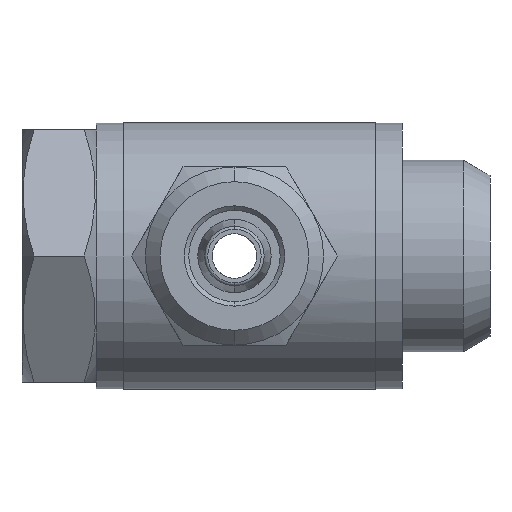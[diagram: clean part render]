
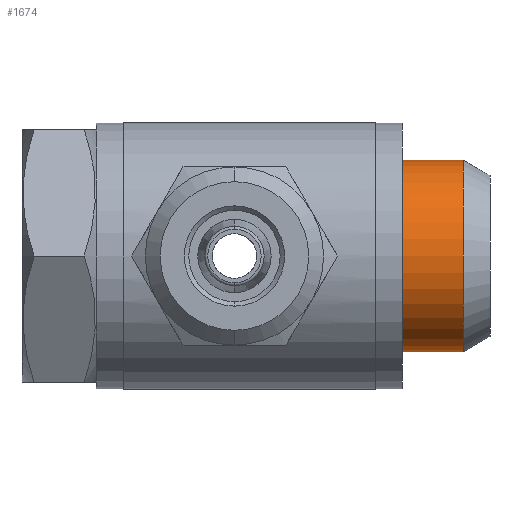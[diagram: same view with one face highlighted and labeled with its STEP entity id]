
A CAD part, left-side view. The second image highlights one B-rep face of the part: STEP entity #1674.
In plain terms, the highlighted cylindrical face has radius 6.45 mm (diameter 12.9 mm), a partial arc.
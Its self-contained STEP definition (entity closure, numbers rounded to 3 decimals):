
#322 = VECTOR ( 'NONE', #1912, 1000. ) ;
#330 = VECTOR ( 'NONE', #1904, 1000. ) ;
#524 = AXIS2_PLACEMENT_3D ( 'NONE', #2827, #2828, #2829 ) ;
#525 = CIRCLE ( 'NONE', #524, 6.45 ) ;
#543 = AXIS2_PLACEMENT_3D ( 'NONE', #2753, #2754, #2755 ) ;
#561 = CIRCLE ( 'NONE', #543, 6.45 ) ;
#671 = AXIS2_PLACEMENT_3D ( 'NONE', #3580, #3581, #3582 ) ;
#855 = CARTESIAN_POINT ( 'NONE',  ( 0., 1.8, 6.45 ) ) ;
#856 = CARTESIAN_POINT ( 'NONE',  ( 0., 1.8, -6.45 ) ) ;
#857 = CARTESIAN_POINT ( 'NONE',  ( 0., 5.9, -6.45 ) ) ;
#858 = CARTESIAN_POINT ( 'NONE',  ( 0., 5.9, 6.45 ) ) ;
#1433 = ORIENTED_EDGE ( 'NONE', *, *, #1769, .F. ) ;
#1435 = ORIENTED_EDGE ( 'NONE', *, *, #2337, .F. ) ;
#1436 = ORIENTED_EDGE ( 'NONE', *, *, #2334, .T. ) ;
#1439 = ORIENTED_EDGE ( 'NONE', *, *, #1758, .T. ) ;
#1674 = ADVANCED_FACE ( 'NONE', ( #4181 ), #4180, .T. ) ;
#1758 = EDGE_CURVE ( 'NONE', #3774, #3773, #561, .T. ) ;
#1769 = EDGE_CURVE ( 'NONE', #3775, #3776, #525, .T. ) ;
#1903 = CARTESIAN_POINT ( 'NONE',  ( 0., 36.035, 6.45 ) ) ;
#1904 = DIRECTION ( 'NONE',  ( 0., 1., 0. ) ) ;
#1911 = CARTESIAN_POINT ( 'NONE',  ( 0., 36.035, -6.45 ) ) ;
#1912 = DIRECTION ( 'NONE',  ( 0., 1., 0. ) ) ;
#2334 = EDGE_CURVE ( 'NONE', #3773, #3776, #4342, .T. ) ;
#2337 = EDGE_CURVE ( 'NONE', #3774, #3775, #4343, .T. ) ;
#2753 = CARTESIAN_POINT ( 'NONE',  ( 0., 1.8, 0. ) ) ;
#2754 = DIRECTION ( 'NONE',  ( 0., 1., 0. ) ) ;
#2755 = DIRECTION ( 'NONE',  ( 0., 0., 1. ) ) ;
#2827 = CARTESIAN_POINT ( 'NONE',  ( 0., 5.9, 0. ) ) ;
#2828 = DIRECTION ( 'NONE',  ( 0., 1., 0. ) ) ;
#2829 = DIRECTION ( 'NONE',  ( 0., 0., 1. ) ) ;
#3580 = CARTESIAN_POINT ( 'NONE',  ( 0., 36.035, 0. ) ) ;
#3581 = DIRECTION ( 'NONE',  ( 0., 1., 0. ) ) ;
#3582 = DIRECTION ( 'NONE',  ( 0., 0., 1. ) ) ;
#3773 = VERTEX_POINT ( 'NONE', #855 ) ;
#3774 = VERTEX_POINT ( 'NONE', #856 ) ;
#3775 = VERTEX_POINT ( 'NONE', #857 ) ;
#3776 = VERTEX_POINT ( 'NONE', #858 ) ;
#3911 = EDGE_LOOP ( 'NONE', ( #1435, #1439, #1436, #1433 ) ) ;
#4180 = CYLINDRICAL_SURFACE ( 'NONE', #671, 6.45 ) ;
#4181 = FACE_OUTER_BOUND ( 'NONE', #3911, .T. ) ;
#4342 = LINE ( 'NONE', #1903, #330 ) ;
#4343 = LINE ( 'NONE', #1911, #322 ) ;
